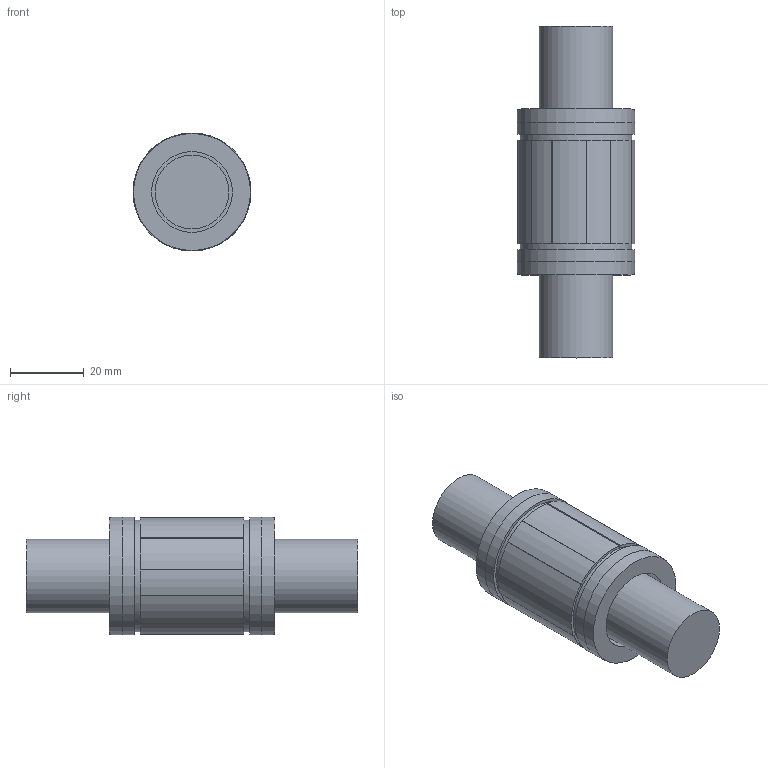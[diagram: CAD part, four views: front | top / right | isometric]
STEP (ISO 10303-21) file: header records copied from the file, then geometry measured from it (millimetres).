
FILE_DESCRIPTION((''),'2;1');
FILE_NAME('LMES20.stp','2013-02-14T08:08:52',('user2'),(''),'Autodesk Inventor 2012','Autodesk Inventor 2012','');
FILE_SCHEMA(('AUTOMOTIVE_DESIGN { 1 0 10303 214 1 1 1 1 }'));
Length unit declared in the file: millimetre
Products named in the file (1): LMES20
Bounding box: 32 x 90 x 32 mm (x, y, z)
Volume: 49139 mm3; surface area: 10563.8 mm2
Topology: 1 solids, 1 shells, 66 faces, 172 edges, 114 vertices
Faces by surface type: plane 44, cylinder 20, cone 2
Full cylindrical faces by diameter (mm): 20 x2, 21.9 x2, 30.3 x2, 32 x2
Entity records: 2041 total; most frequent: DIRECTION 358, CARTESIAN_POINT 339, ORIENTED_EDGE 320, EDGE_CURVE 160, AXIS2_PLACEMENT_3D 131, VERTEX_POINT 112, VECTOR 96, LINE 96
